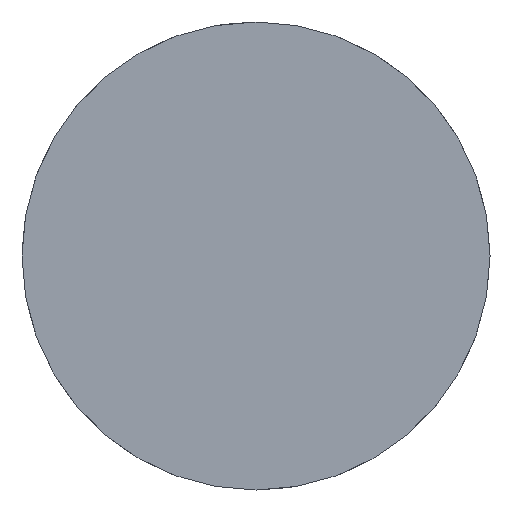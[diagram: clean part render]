
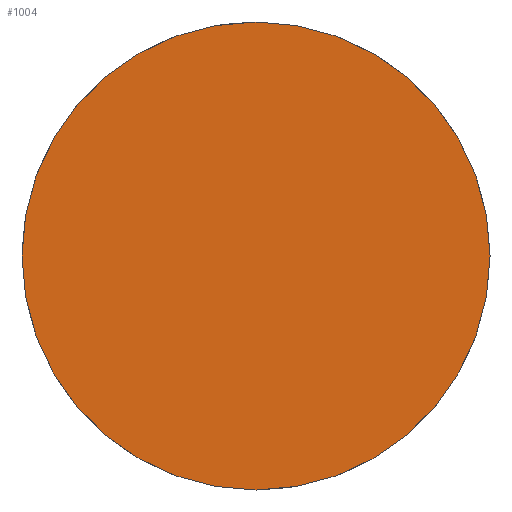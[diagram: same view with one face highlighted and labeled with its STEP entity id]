
A CAD part, front view. The second image highlights one B-rep face of the part: STEP entity #1004.
In plain terms, the highlighted planar face has unit normal (0, -1, 0).
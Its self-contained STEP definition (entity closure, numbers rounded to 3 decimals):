
#74 = DIRECTION ( 'NONE',  ( 0., 0., 1. ) ) ;
#162 = VERTEX_POINT ( 'NONE', #967 ) ;
#171 = FACE_OUTER_BOUND ( 'NONE', #1126, .T. ) ;
#238 = CARTESIAN_POINT ( 'NONE',  ( 0., -15., -2. ) ) ;
#279 = DIRECTION ( 'NONE',  ( 0., 0., 1. ) ) ;
#314 = AXIS2_PLACEMENT_3D ( 'NONE', #542, #809, #74 ) ;
#486 = CIRCLE ( 'NONE', #1132, 2. ) ;
#496 = VERTEX_POINT ( 'NONE', #238 ) ;
#542 = CARTESIAN_POINT ( 'NONE',  ( 0., -15., 0. ) ) ;
#627 = CARTESIAN_POINT ( 'NONE',  ( 0., -15., 0. ) ) ;
#654 = CARTESIAN_POINT ( 'NONE',  ( 0., -15., 0. ) ) ;
#663 = DIRECTION ( 'NONE',  ( 0., 1., 0. ) ) ;
#665 = DIRECTION ( 'NONE',  ( 0., 0., 1. ) ) ;
#769 = ORIENTED_EDGE ( 'NONE', *, *, #1309, .F. ) ;
#788 = AXIS2_PLACEMENT_3D ( 'NONE', #627, #1198, #279 ) ;
#809 = DIRECTION ( 'NONE',  ( 0., 1., 0. ) ) ;
#967 = CARTESIAN_POINT ( 'NONE',  ( 0., -15., 2. ) ) ;
#1004 = ADVANCED_FACE ( 'NONE', ( #171 ), #1035, .F. ) ;
#1035 = PLANE ( 'NONE',  #314 ) ;
#1126 = EDGE_LOOP ( 'NONE', ( #1243, #769 ) ) ;
#1132 = AXIS2_PLACEMENT_3D ( 'NONE', #654, #663, #665 ) ;
#1145 = EDGE_CURVE ( 'NONE', #496, #162, #1156, .T. ) ;
#1156 = CIRCLE ( 'NONE', #788, 2. ) ;
#1198 = DIRECTION ( 'NONE',  ( 0., 1., 0. ) ) ;
#1243 = ORIENTED_EDGE ( 'NONE', *, *, #1145, .F. ) ;
#1309 = EDGE_CURVE ( 'NONE', #162, #496, #486, .T. ) ;
